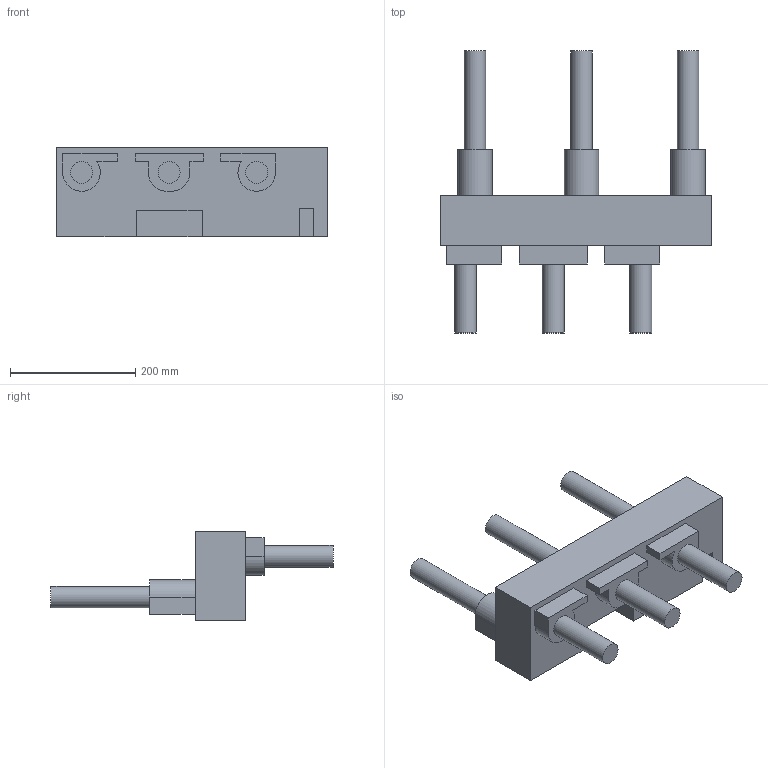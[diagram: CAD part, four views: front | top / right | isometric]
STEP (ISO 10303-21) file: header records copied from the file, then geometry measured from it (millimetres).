
FILE_DESCRIPTION((' '),'2;1');
FILE_NAME('KT7-45H-PNC37_3D.stp','2012-04-03T16:35:23',(' '),(' '),' ','ACIS',' ');
FILE_SCHEMA(('CONFIG_CONTROL_DESIGN'));
Length unit declared in the file: millimetre
Products named in the file (1): KT7-45H-PNC37_3D.stp
Bounding box: 432.5 x 450 x 142.5 mm (x, y, z)
Volume: 6318861.8 mm3; surface area: 378460 mm2
Topology: 1 solids, 1 shells, 63 faces, 147 edges, 98 vertices
Faces by surface type: plane 50, cylinder 13
Full cylindrical faces by diameter (mm): 34 x3, 35 x3
Entity records: 1864 total; most frequent: CARTESIAN_POINT 303, DIRECTION 295, ORIENTED_EDGE 282, EDGE_CURVE 141, VECTOR 115, LINE 115, VERTEX_POINT 98, AXIS2_PLACEMENT_3D 90
